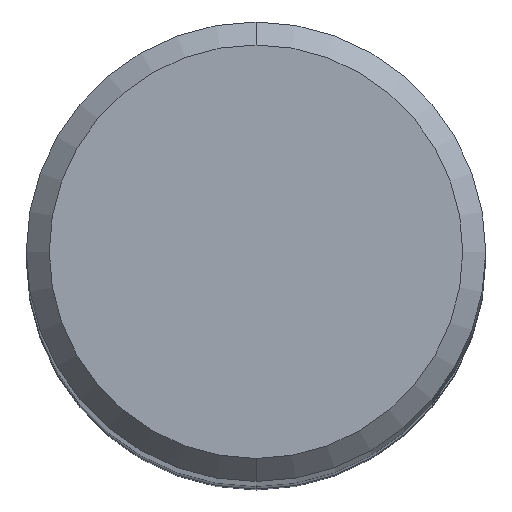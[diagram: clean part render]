
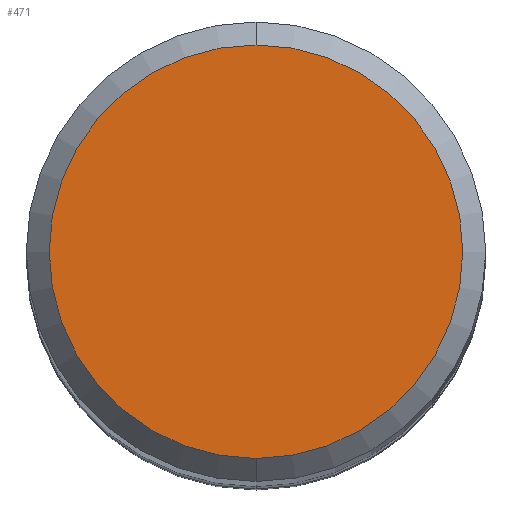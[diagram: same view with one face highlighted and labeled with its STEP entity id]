
A CAD part, top view. The second image highlights one B-rep face of the part: STEP entity #471.
In plain terms, the highlighted planar face has unit normal (0, 0, 1).
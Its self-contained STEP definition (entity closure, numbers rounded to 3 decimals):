
#261=EDGE_CURVE('',#379,#479,#652,.T.);
#379=VERTEX_POINT('',#781);
#437=EDGE_CURVE('',#479,#379,#849,.T.);
#471=ADVANCED_FACE('',(#889),#890,.T.);
#479=VERTEX_POINT('',#898);
#652=CIRCLE('',#1131,3.6);
#781=CARTESIAN_POINT('',(0.0,3.6,0.0));
#849=CIRCLE('',#1421,3.6);
#889=FACE_OUTER_BOUND('',#1477,.T.);
#890=PLANE('',#1478);
#898=CARTESIAN_POINT('',(0.,-3.6,0.0));
#1131=AXIS2_PLACEMENT_3D('',#1825,#1826,#1827);
#1421=AXIS2_PLACEMENT_3D('',#2058,#2059,#2060);
#1477=EDGE_LOOP('',(#2132,#2133));
#1478=AXIS2_PLACEMENT_3D('',#2134,#2135,#2136);
#1825=CARTESIAN_POINT('',(0.0,0.0,0.0));
#1826=DIRECTION('',(0.0,0.0,-1.0));
#1827=DIRECTION('',(0.0,1.0,0.0));
#2058=CARTESIAN_POINT('',(0.0,0.0,0.0));
#2059=DIRECTION('',(0.0,0.0,-1.0));
#2060=DIRECTION('',(0.0,1.0,0.0));
#2132=ORIENTED_EDGE('',*,*,#261,.F.);
#2133=ORIENTED_EDGE('',*,*,#437,.F.);
#2134=CARTESIAN_POINT('',(0.0,1.8,0.0));
#2135=DIRECTION('',(-0.0,0.0,1.0));
#2136=DIRECTION('',(0.0,-1.0,0.0));
